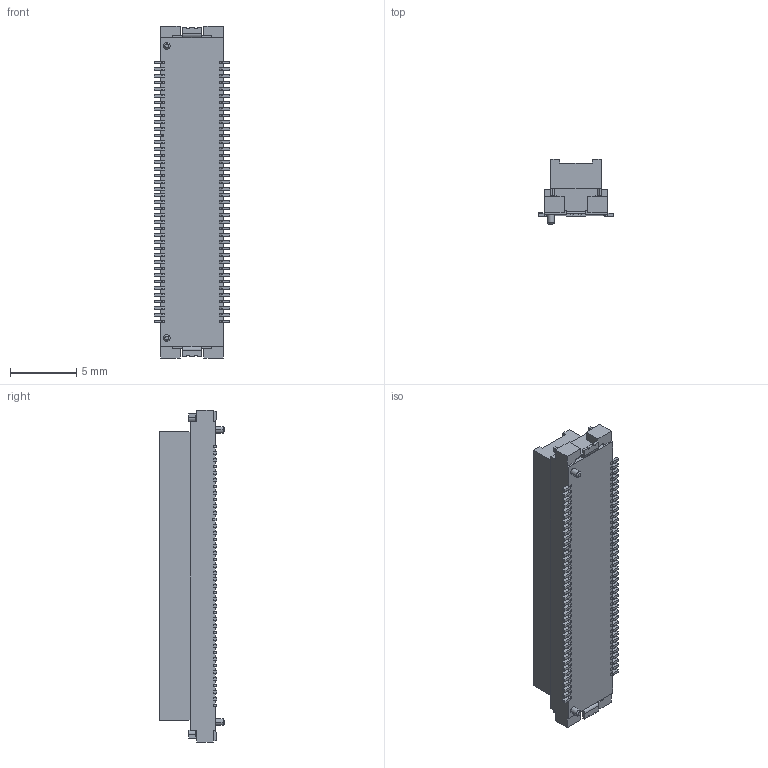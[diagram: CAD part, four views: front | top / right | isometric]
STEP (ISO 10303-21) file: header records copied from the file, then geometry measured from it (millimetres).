
FILE_DESCRIPTION(('OneSpaceDesigner STEP Export'),'2;1');
FILE_NAME('DF17(2_0)-80DP-0_5V.stp','2008-03-11T21:14:00',(''),(''),'OneSpace Designer STEP processor for AP214 (Solid Model)','OneSpace Modeling 15.00A 14-Mar-2007 (C) CoCreate Software GmbH','');
FILE_SCHEMA(('AUTOMOTIVE_DESIGN { 1 0 10303 214 1 1 1 1 }'));
Length unit declared in the file: millimetre
Products named in the file (1): DF17(2.0)-80DP-0.5V
Bounding box: 5.7 x 4.9 x 25 mm (x, y, z)
Volume: 269.7 mm3; surface area: 651.8 mm2
Topology: 1 solids, 1 shells, 1576 faces, 4708 edges, 3137 vertices
Faces by surface type: plane 1152, cylinder 420, cone 4
Entity records: 52271 total; most frequent: ORIENTED_EDGE 9416, CARTESIAN_POINT 9314, DIRECTION 8583, EDGE_CURVE 4708, VECTOR 3771, LINE 3771, VERTEX_POINT 3137, AXIS2_PLACEMENT_3D 2406
